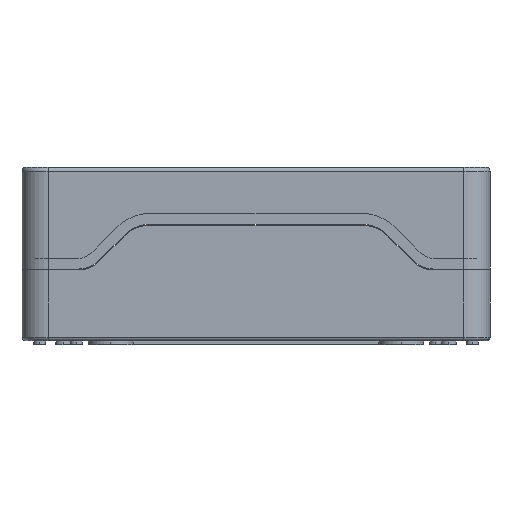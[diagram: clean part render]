
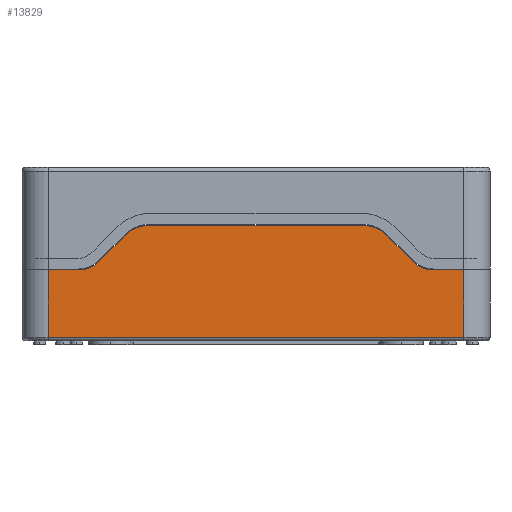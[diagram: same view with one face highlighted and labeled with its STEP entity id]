
A CAD part, front view. The second image highlights one B-rep face of the part: STEP entity #13829.
In plain terms, the highlighted planar face has unit normal (0, -1, 0).
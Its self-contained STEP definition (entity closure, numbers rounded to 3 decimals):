
#2301=CARTESIAN_POINT('',(94.713,-232.,-18.65));
#2302=DIRECTION('',(0.,1.,0.));
#2303=DIRECTION('',(0.,0.,-1.));
#2304=AXIS2_PLACEMENT_3D('',#2301,#2302,#2303);
#2433=DIRECTION('',(1.,0.,0.));
#2434=VECTOR('',#2433,222.);
#2435=CARTESIAN_POINT('',(-111.,-232.,-69.5));
#2436=LINE('',#2435,#2434);
#2437=DIRECTION('',(0.,0.,1.));
#2438=VECTOR('',#2437,35.85);
#2439=CARTESIAN_POINT('',(-111.,-232.,-69.5));
#2440=LINE('',#2439,#2438);
#2441=DIRECTION('',(1.,0.,0.));
#2442=VECTOR('',#2441,16.287);
#2443=CARTESIAN_POINT('',(-111.,-232.,-33.65));
#2444=LINE('',#2443,#2442);
#2445=DIRECTION('',(-0.707,0.,-0.707));
#2446=VECTOR('',#2445,19.444);
#2447=CARTESIAN_POINT('',(-70.358,-232.,-15.508));
#2448=LINE('',#2447,#2446);
#2449=CARTESIAN_POINT('',(-56.216,-232.,-29.65));
#2450=DIRECTION('',(0.,-1.,0.));
#2451=DIRECTION('',(0.,0.,1.));
#2452=AXIS2_PLACEMENT_3D('',#2449,#2450,#2451);
#2454=DIRECTION('',(-1.,0.,0.));
#2455=VECTOR('',#2454,112.431);
#2456=CARTESIAN_POINT('',(56.216,-232.,-9.65));
#2457=LINE('',#2456,#2455);
#2458=CARTESIAN_POINT('',(56.216,-232.,-29.65));
#2459=DIRECTION('',(0.,-1.,0.));
#2460=DIRECTION('',(0.707,0.,0.707));
#2461=AXIS2_PLACEMENT_3D('',#2458,#2459,#2460);
#2463=DIRECTION('',(0.707,0.,-0.707));
#2464=VECTOR('',#2463,19.444);
#2465=CARTESIAN_POINT('',(70.358,-232.,-15.508));
#2466=LINE('',#2465,#2464);
#2467=DIRECTION('',(-1.,0.,0.));
#2468=VECTOR('',#2467,16.287);
#2469=CARTESIAN_POINT('',(111.,-232.,-33.65));
#2470=LINE('',#2469,#2468);
#2471=DIRECTION('',(0.,0.,-1.));
#2472=VECTOR('',#2471,35.85);
#2473=CARTESIAN_POINT('',(111.,-232.,-33.65));
#2474=LINE('',#2473,#2472);
#5015=CARTESIAN_POINT('',(-94.713,-232.,-18.65));
#5016=DIRECTION('',(0.,1.,0.));
#5017=DIRECTION('',(0.707,0.,-0.707));
#5018=AXIS2_PLACEMENT_3D('',#5015,#5016,#5017);
#11776=CARTESIAN_POINT('',(-111.,-232.,-33.65));
#11777=VERTEX_POINT('',#11776);
#11780=CARTESIAN_POINT('',(111.,-232.,-33.65));
#11781=VERTEX_POINT('',#11780);
#11788=CARTESIAN_POINT('',(94.713,-232.,-33.65));
#11789=VERTEX_POINT('',#11788);
#11790=CARTESIAN_POINT('',(84.107,-232.,-29.257));
#11792=VERTEX_POINT('',#11790);
#11795=CARTESIAN_POINT('',(-94.713,-232.,-33.65));
#11797=VERTEX_POINT('',#11795);
#11803=CARTESIAN_POINT('',(-84.107,-232.,-29.257));
#11805=VERTEX_POINT('',#11803);
#11834=CARTESIAN_POINT('',(70.358,-232.,-15.508));
#11835=VERTEX_POINT('',#11834);
#11836=CARTESIAN_POINT('',(56.216,-232.,-9.65));
#11837=VERTEX_POINT('',#11836);
#11852=CARTESIAN_POINT('',(-56.216,-232.,-9.65));
#11853=VERTEX_POINT('',#11852);
#11862=CARTESIAN_POINT('',(-70.358,-232.,-15.508));
#11863=VERTEX_POINT('',#11862);
#11882=CARTESIAN_POINT('',(-111.,-232.,-69.5));
#11883=VERTEX_POINT('',#11882);
#11886=CARTESIAN_POINT('',(111.,-232.,-69.5));
#11887=VERTEX_POINT('',#11886);
#13803=CARTESIAN_POINT('',(0.,-232.,-71.5));
#13804=DIRECTION('',(0.,1.,0.));
#13805=DIRECTION('',(-1.,0.,0.));
#13806=AXIS2_PLACEMENT_3D('',#13803,#13804,#13805);
#13807=PLANE('',#13806);
#13809=ORIENTED_EDGE('',*,*,#13808,.F.);
#13811=ORIENTED_EDGE('',*,*,#13810,.T.);
#13813=ORIENTED_EDGE('',*,*,#13812,.T.);
#13815=ORIENTED_EDGE('',*,*,#13814,.F.);
#13817=ORIENTED_EDGE('',*,*,#13816,.F.);
#13819=ORIENTED_EDGE('',*,*,#13818,.F.);
#13820=ORIENTED_EDGE('',*,*,#13757,.F.);
#13821=ORIENTED_EDGE('',*,*,#13782,.F.);
#13822=ORIENTED_EDGE('',*,*,#13798,.T.);
#13823=ORIENTED_EDGE('',*,*,#13614,.F.);
#13824=ORIENTED_EDGE('',*,*,#13557,.F.);
#13826=ORIENTED_EDGE('',*,*,#13825,.T.);
#13827=EDGE_LOOP('',(#13809,#13811,#13813,#13815,#13817,#13819,#13820,#13821,
#13822,#13823,#13824,#13826));
#13828=FACE_OUTER_BOUND('',#13827,.F.);
#13829=ADVANCED_FACE('',(#13828),#13807,.F.);
#2305=CIRCLE('',#2304,15.);
#2453=CIRCLE('',#2452,20.);
#2462=CIRCLE('',#2461,20.);
#5019=CIRCLE('',#5018,15.);
#13557=EDGE_CURVE('',#11781,#11789,#2470,.T.);
#13614=EDGE_CURVE('',#11789,#11792,#2305,.T.);
#13757=EDGE_CURVE('',#11837,#11853,#2457,.T.);
#13782=EDGE_CURVE('',#11835,#11837,#2462,.T.);
#13798=EDGE_CURVE('',#11835,#11792,#2466,.T.);
#13808=EDGE_CURVE('',#11883,#11887,#2436,.T.);
#13810=EDGE_CURVE('',#11883,#11777,#2440,.T.);
#13812=EDGE_CURVE('',#11777,#11797,#2444,.T.);
#13814=EDGE_CURVE('',#11805,#11797,#5019,.T.);
#13816=EDGE_CURVE('',#11863,#11805,#2448,.T.);
#13818=EDGE_CURVE('',#11853,#11863,#2453,.T.);
#13825=EDGE_CURVE('',#11781,#11887,#2474,.T.);
